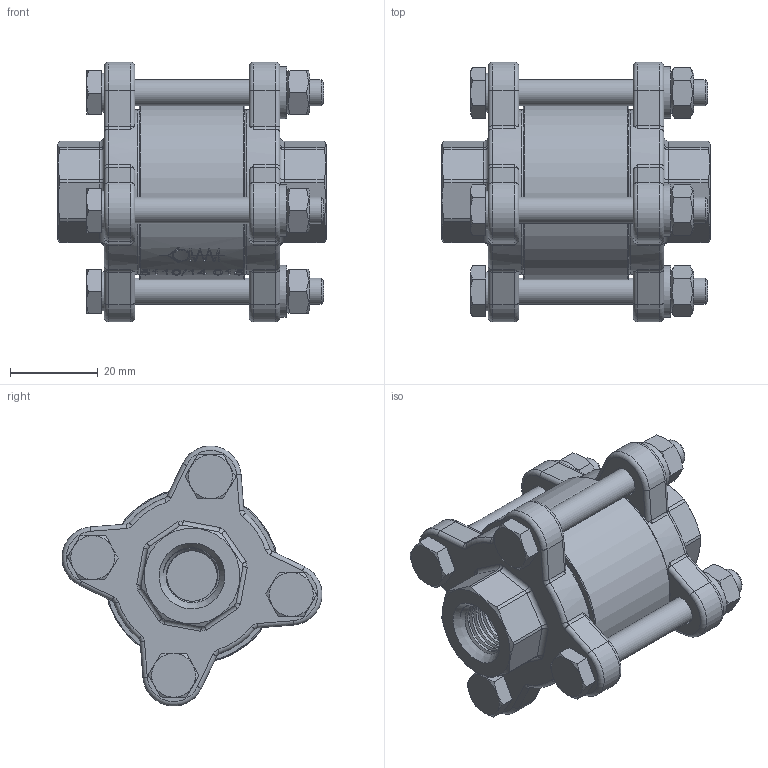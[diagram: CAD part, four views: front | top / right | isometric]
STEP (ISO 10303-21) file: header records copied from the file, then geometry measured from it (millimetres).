
FILE_DESCRIPTION((''),'2;1');
FILE_NAME('5110_008 .stp','2013-02-05T08:42:14',('RL'),(''),'Autodesk Inventor 2012','Autodesk Inventor 2012','');
FILE_SCHEMA(('AUTOMOTIVE_DESIGN { 1 0 10303 214 1 1 1 1 }'));
Length unit declared in the file: millimetre
Products named in the file (1): 5110_008 Kon_Konturvereinfachung_1
Bounding box: 61.2 x 59.18 x 59.18 mm (x, y, z)
Volume: 531.5 mm3; surface area: 25748.1 mm2
Topology: 2 solids, 3 shells, 645 faces, 1639 edges, 1046 vertices
Faces by surface type: plane 229, cylinder 179, bspline 99, torus 84, cone 54
Full cylindrical faces by diameter (mm): 4.5 x1, 6 x6, 6.7 x8, 7.5 x1, 8.88 x4, 11.5 x18, 15 x1, 19 x1, 21.5 x1, 23 x1, 24 x1, 26 x2, 28 x1, 29.426 x1, 32 x2, 37.6 x2
Entity records: 45609 total; most frequent: CARTESIAN_POINT 31587, ORIENTED_EDGE 3002, DIRECTION 2428, EDGE_CURVE 1501, VERTEX_POINT 1005, AXIS2_PLACEMENT_3D 973, EDGE_LOOP 778, FACE_OUTER_BOUND 625
